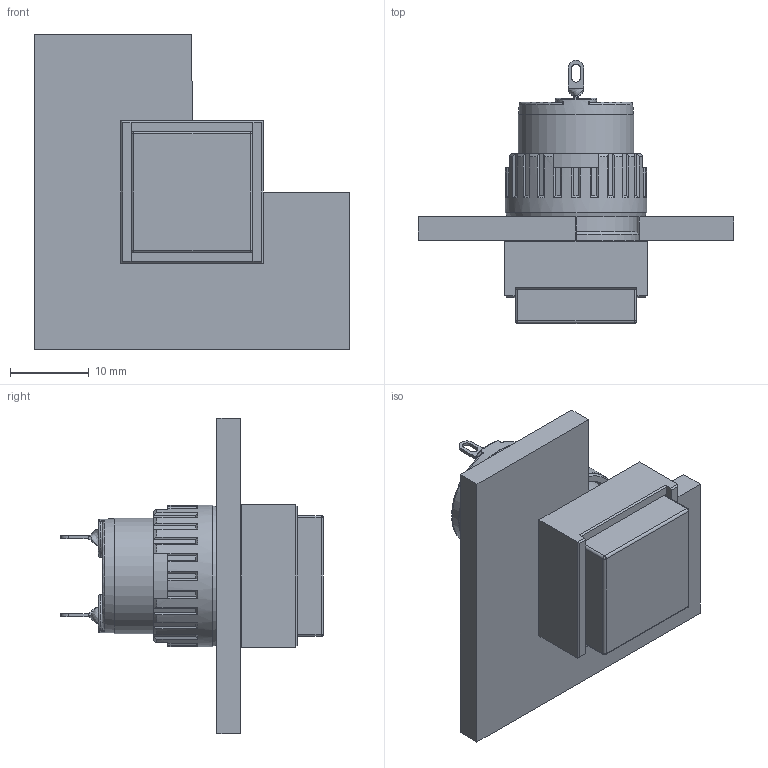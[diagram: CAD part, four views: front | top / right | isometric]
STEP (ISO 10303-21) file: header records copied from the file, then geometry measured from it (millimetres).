
FILE_DESCRIPTION( ( 'Unknown' ), '1' );
FILE_NAME( 'LM_18x18_L_00337475.stp', 'Unknown', ( 'Unknown' ), ( 'Unknown' ), 'PSStep 17.0.49', 'Unknown', ' ' );
FILE_SCHEMA( ( 'AUTOMOTIVE_DESIGN { 1 0 10303 214 1 1 1 1 }' ) );
Length unit declared in the file: millimetre
Products named in the file (9): LM_Anschluss_2x0.5_00337399; LM-Anschlussplatte_2x0.5_00337381; Lampenkontaktfeder_Pos2_linksdrall_LM_U-L1_00337400; Lampenkontaktfeder_Pos2_rechtsdrall_LM_U-L1_00337401; Assem1; Vorsatz-Gehaeuse_18x18_00337378; Druckhaube_18x18XXS_00337427; Befestigungsmutter_00311771; Frontplatte_40x40x3_D16_00337452
Assembly tree (8 placements, depth 3):
  Assem1
    Vorsatz-Gehaeuse_18x18_00337378
    Druckhaube_18x18XXS_00337427
    Befestigungsmutter_00311771
    Frontplatte_40x40x3_D16_00337452
    LM_Anschluss_2x0.5_00337399
      LM-Anschlussplatte_2x0.5_00337381
      Lampenkontaktfeder_Pos2_linksdrall_LM_U-L1_00337400
      Lampenkontaktfeder_Pos2_rechtsdrall_LM_U-L1_00337401
Bounding box: 40 x 33.3 x 40 mm (x, y, z)
Volume: 6265.5 mm3; surface area: 8037.2 mm2
Topology: 7 solids, 7 shells, 341 faces, 899 edges, 575 vertices
Faces by surface type: plane 245, cylinder 47, cone 22, bspline 12, sphere 8, torus 7
Full cylindrical faces by diameter (mm): 3 x2, 12 x1, 14.6 x1, 14.9 x1, 15.4 x1, 16 x1, 16.05 x1, 17.6 x1, 17.9 x1
Entity records: 13271 total; most frequent: CARTESIAN_POINT 2236, ORIENTED_EDGE 1740, DIRECTION 1693, EDGE_CURVE 870, LINE 613, VECTOR 613, VERTEX_POINT 571, AXIS2_PLACEMENT_3D 540
